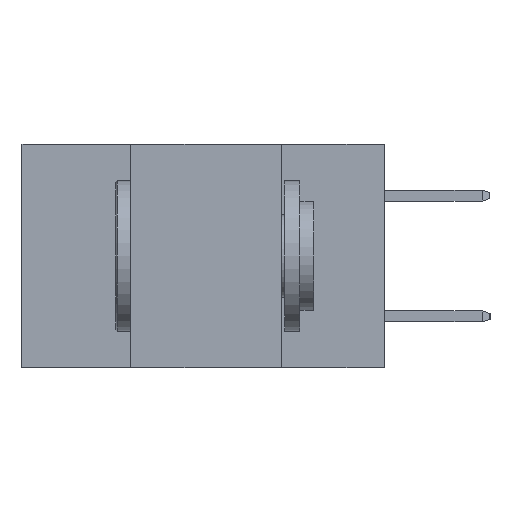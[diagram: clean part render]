
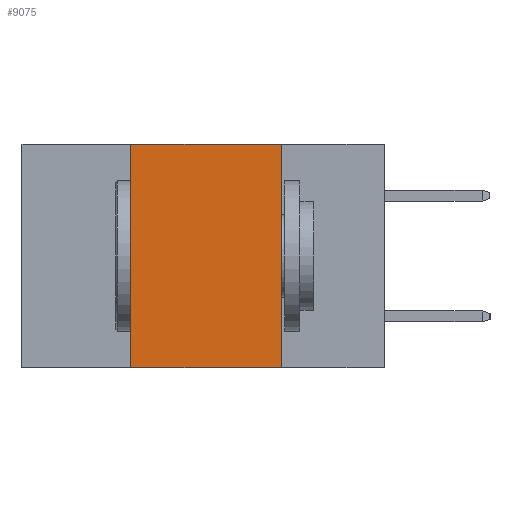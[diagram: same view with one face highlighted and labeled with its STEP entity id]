
A CAD part, left-side view. The second image highlights one B-rep face of the part: STEP entity #9075.
In plain terms, the highlighted planar face has unit normal (-1, 0, 0).
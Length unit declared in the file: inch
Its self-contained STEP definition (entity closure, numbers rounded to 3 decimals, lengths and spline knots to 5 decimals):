
#615 = VECTOR ( 'NONE', #5003, 39.37008 ) ;
#632 = VECTOR ( 'NONE', #2162, 39.37008 ) ;
#636 = DIRECTION ( 'NONE',  ( 0., 0., -1. ) ) ;
#1014 = VECTOR ( 'NONE', #4818, 39.37008 ) ;
#2008 = AXIS2_PLACEMENT_3D ( 'NONE', #4320, #5071, #636 ) ;
#2123 = CARTESIAN_POINT ( 'NONE',  ( 0., 0.6, -0.37 ) ) ;
#2162 = DIRECTION ( 'NONE',  ( 0., -1., 0. ) ) ;
#2420 = VERTEX_POINT ( 'NONE', #4846 ) ;
#2479 = VERTEX_POINT ( 'NONE', #6000 ) ;
#2614 = LINE ( 'NONE', #4569, #615 ) ;
#2835 = EDGE_CURVE ( 'NONE', #2420, #3229, #4667, .T. ) ;
#3015 = EDGE_CURVE ( 'NONE', #2420, #2479, #6601, .T. ) ;
#3035 = LINE ( 'NONE', #5367, #1014 ) ;
#3108 = ORIENTED_EDGE ( 'NONE', *, *, #5785, .F. ) ;
#3229 = VERTEX_POINT ( 'NONE', #6025 ) ;
#3468 = ORIENTED_EDGE ( 'NONE', *, *, #2835, .F. ) ;
#3948 = EDGE_CURVE ( 'NONE', #3229, #6327, #2614, .T. ) ;
#4320 = CARTESIAN_POINT ( 'NONE',  ( 0., 0.6, 0. ) ) ;
#4342 = ORIENTED_EDGE ( 'NONE', *, *, #3948, .F. ) ;
#4569 = CARTESIAN_POINT ( 'NONE',  ( 0., 0.6, 0. ) ) ;
#4667 = LINE ( 'NONE', #6971, #6258 ) ;
#4818 = DIRECTION ( 'NONE',  ( 0., 0., -1. ) ) ;
#4846 = CARTESIAN_POINT ( 'NONE',  ( 0., 0.42, -0.37 ) ) ;
#5003 = DIRECTION ( 'NONE',  ( 0., -1., 0. ) ) ;
#5071 = DIRECTION ( 'NONE',  ( 1., 0., 0. ) ) ;
#5206 = ORIENTED_EDGE ( 'NONE', *, *, #3015, .T. ) ;
#5367 = CARTESIAN_POINT ( 'NONE',  ( 0., 0.17, -0.37 ) ) ;
#5516 = FACE_OUTER_BOUND ( 'NONE', #6578, .T. ) ;
#5785 = EDGE_CURVE ( 'NONE', #6327, #2479, #3035, .T. ) ;
#6000 = CARTESIAN_POINT ( 'NONE',  ( 0., 0.17, -0.37 ) ) ;
#6025 = CARTESIAN_POINT ( 'NONE',  ( 0., 0.42, 0. ) ) ;
#6258 = VECTOR ( 'NONE', #6797, 39.37008 ) ;
#6327 = VERTEX_POINT ( 'NONE', #7438 ) ;
#6578 = EDGE_LOOP ( 'NONE', ( #3108, #4342, #3468, #5206 ) ) ;
#6601 = LINE ( 'NONE', #2123, #632 ) ;
#6797 = DIRECTION ( 'NONE',  ( 0., 0., 1. ) ) ;
#6971 = CARTESIAN_POINT ( 'NONE',  ( 0., 0.42, -0.37 ) ) ;
#7438 = CARTESIAN_POINT ( 'NONE',  ( 0., 0.17, 0. ) ) ;
#8650 = PLANE ( 'NONE',  #2008 ) ;
#9075 = ADVANCED_FACE ( 'NONE', ( #5516 ), #8650, .F. ) ;
